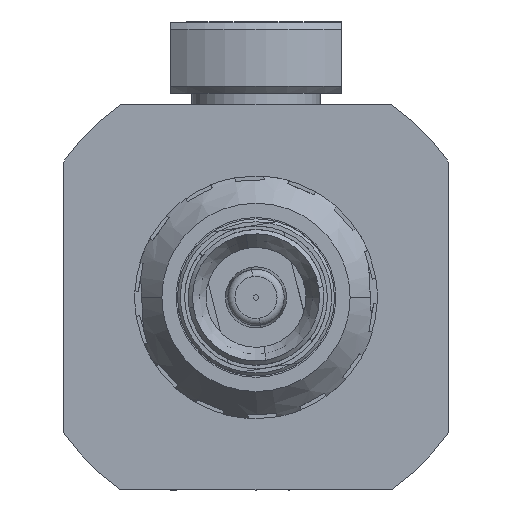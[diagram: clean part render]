
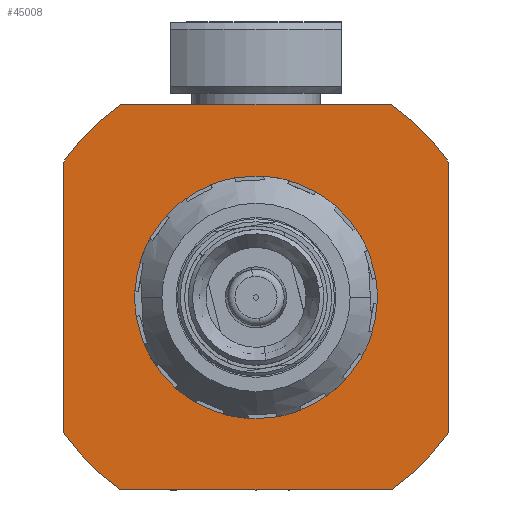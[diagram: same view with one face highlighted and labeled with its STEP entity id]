
A CAD part, front view. The second image highlights one B-rep face of the part: STEP entity #45008.
In plain terms, the highlighted face is planar.
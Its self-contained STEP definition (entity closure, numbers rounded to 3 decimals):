
#108 = LINE ( 'NONE', #37884, #35890 ) ;
#224 = EDGE_CURVE ( 'NONE', #1542, #37304, #32457, .T. ) ;
#340 = AXIS2_PLACEMENT_3D ( 'NONE', #2465, #26691, #13229 ) ;
#508 = CIRCLE ( 'NONE', #26057, 8.5 ) ;
#632 = EDGE_CURVE ( 'NONE', #20599, #37074, #39783, .T. ) ;
#711 = AXIS2_PLACEMENT_3D ( 'NONE', #19651, #12323, #8898 ) ;
#928 = DIRECTION ( 'NONE',  ( 0., 0., -1. ) ) ;
#1542 = VERTEX_POINT ( 'NONE', #41094 ) ;
#1597 = CARTESIAN_POINT ( 'NONE',  ( 31.08, 0., 0. ) ) ;
#2465 = CARTESIAN_POINT ( 'NONE',  ( 31.08, 0., 0. ) ) ;
#2601 = LINE ( 'NONE', #13809, #39129 ) ;
#3025 = CARTESIAN_POINT ( 'NONE',  ( 31.08, 0., 0. ) ) ;
#3914 = VERTEX_POINT ( 'NONE', #29681 ) ;
#4960 = ORIENTED_EDGE ( 'NONE', *, *, #632, .F. ) ;
#5311 = VERTEX_POINT ( 'NONE', #23161 ) ;
#5469 = DIRECTION ( 'NONE',  ( 0., 0., 1. ) ) ;
#6755 = VERTEX_POINT ( 'NONE', #8650 ) ;
#7307 = EDGE_CURVE ( 'NONE', #5311, #19156, #18253, .T. ) ;
#7459 = EDGE_CURVE ( 'NONE', #22695, #6755, #18217, .T. ) ;
#7509 = ORIENTED_EDGE ( 'NONE', *, *, #7307, .F. ) ;
#7530 = CARTESIAN_POINT ( 'NONE',  ( 31.08, 9.487, 13.5 ) ) ;
#7876 = EDGE_LOOP ( 'NONE', ( #26981, #39237, #25994, #8682, #4960, #43695, #7509, #44308 ) ) ;
#7893 = ORIENTED_EDGE ( 'NONE', *, *, #31230, .F. ) ;
#8650 = CARTESIAN_POINT ( 'NONE',  ( 31.08, 13.5, -9.487 ) ) ;
#8682 = ORIENTED_EDGE ( 'NONE', *, *, #34330, .F. ) ;
#8898 = DIRECTION ( 'NONE',  ( 0., 0., -1. ) ) ;
#8911 = CARTESIAN_POINT ( 'NONE',  ( 31.08, -13.5, 9.487 ) ) ;
#12323 = DIRECTION ( 'NONE',  ( 1., 0., 0. ) ) ;
#12763 = EDGE_CURVE ( 'NONE', #37304, #5311, #2601, .T. ) ;
#13229 = DIRECTION ( 'NONE',  ( 0., 0., -1. ) ) ;
#13396 = DIRECTION ( 'NONE',  ( 0., 0., 1. ) ) ;
#13809 = CARTESIAN_POINT ( 'NONE',  ( 31.08, 0., 13.5 ) ) ;
#14634 = DIRECTION ( 'NONE',  ( 1., 0., 0. ) ) ;
#15542 = DIRECTION ( 'NONE',  ( -1., 0., 0. ) ) ;
#15952 = LINE ( 'NONE', #18689, #20844 ) ;
#16244 = ORIENTED_EDGE ( 'NONE', *, *, #19126, .F. ) ;
#16507 = DIRECTION ( 'NONE',  ( 0., 0., 1. ) ) ;
#17377 = LINE ( 'NONE', #30653, #36623 ) ;
#18217 = CIRCLE ( 'NONE', #711, 16.5 ) ;
#18253 = CIRCLE ( 'NONE', #34331, 16.5 ) ;
#18689 = CARTESIAN_POINT ( 'NONE',  ( 31.08, -13.5, 0. ) ) ;
#19126 = EDGE_CURVE ( 'NONE', #3914, #41901, #508, .T. ) ;
#19156 = VERTEX_POINT ( 'NONE', #8911 ) ;
#19651 = CARTESIAN_POINT ( 'NONE',  ( 31.08, 0., 0. ) ) ;
#20599 = VERTEX_POINT ( 'NONE', #41819 ) ;
#20844 = VECTOR ( 'NONE', #32648, 1000. ) ;
#21733 = CARTESIAN_POINT ( 'NONE',  ( 31.08, 0., 0. ) ) ;
#22695 = VERTEX_POINT ( 'NONE', #30479 ) ;
#23161 = CARTESIAN_POINT ( 'NONE',  ( 31.08, -9.487, 13.5 ) ) ;
#23319 = CIRCLE ( 'NONE', #30641, 8.5 ) ;
#24936 = EDGE_CURVE ( 'NONE', #19156, #20599, #15952, .T. ) ;
#25009 = EDGE_LOOP ( 'NONE', ( #7893, #16244 ) ) ;
#25994 = ORIENTED_EDGE ( 'NONE', *, *, #7459, .F. ) ;
#26057 = AXIS2_PLACEMENT_3D ( 'NONE', #1597, #15542, #5469 ) ;
#26691 = DIRECTION ( 'NONE',  ( 1., 0., 0. ) ) ;
#26694 = DIRECTION ( 'NONE',  ( 1., 0., 0. ) ) ;
#26932 = FACE_BOUND ( 'NONE', #25009, .T. ) ;
#26981 = ORIENTED_EDGE ( 'NONE', *, *, #224, .F. ) ;
#27182 = EDGE_CURVE ( 'NONE', #6755, #1542, #108, .T. ) ;
#28574 = DIRECTION ( 'NONE',  ( 0., 0., -1. ) ) ;
#28707 = CARTESIAN_POINT ( 'NONE',  ( 31.08, 0., 0. ) ) ;
#28809 = FACE_OUTER_BOUND ( 'NONE', #7876, .T. ) ;
#29540 = AXIS2_PLACEMENT_3D ( 'NONE', #28707, #43585, #43357 ) ;
#29681 = CARTESIAN_POINT ( 'NONE',  ( 31.08, 0., -8.5 ) ) ;
#29986 = AXIS2_PLACEMENT_3D ( 'NONE', #21733, #26694, #928 ) ;
#30221 = DIRECTION ( 'NONE',  ( -1., 0., 0. ) ) ;
#30479 = CARTESIAN_POINT ( 'NONE',  ( 31.08, 9.487, -13.5 ) ) ;
#30641 = AXIS2_PLACEMENT_3D ( 'NONE', #3025, #30221, #16507 ) ;
#30653 = CARTESIAN_POINT ( 'NONE',  ( 31.08, 0., -13.5 ) ) ;
#30663 = CARTESIAN_POINT ( 'NONE',  ( 31.08, -9.487, -13.5 ) ) ;
#31230 = EDGE_CURVE ( 'NONE', #41901, #3914, #23319, .T. ) ;
#32452 = CARTESIAN_POINT ( 'NONE',  ( 31.08, 0., 0. ) ) ;
#32457 = CIRCLE ( 'NONE', #340, 16.5 ) ;
#32648 = DIRECTION ( 'NONE',  ( 0., 0., -1. ) ) ;
#34330 = EDGE_CURVE ( 'NONE', #37074, #22695, #17377, .T. ) ;
#34331 = AXIS2_PLACEMENT_3D ( 'NONE', #32452, #14634, #28574 ) ;
#34994 = DIRECTION ( 'NONE',  ( 0., 1., 0. ) ) ;
#35890 = VECTOR ( 'NONE', #13396, 1000. ) ;
#36623 = VECTOR ( 'NONE', #34994, 1000. ) ;
#37074 = VERTEX_POINT ( 'NONE', #30663 ) ;
#37304 = VERTEX_POINT ( 'NONE', #7530 ) ;
#37884 = CARTESIAN_POINT ( 'NONE',  ( 31.08, 13.5, 0. ) ) ;
#39129 = VECTOR ( 'NONE', #44706, 1000. ) ;
#39237 = ORIENTED_EDGE ( 'NONE', *, *, #27182, .F. ) ;
#39783 = CIRCLE ( 'NONE', #29540, 16.5 ) ;
#40440 = PLANE ( 'NONE',  #29986 ) ;
#41094 = CARTESIAN_POINT ( 'NONE',  ( 31.08, 13.5, 9.487 ) ) ;
#41819 = CARTESIAN_POINT ( 'NONE',  ( 31.08, -13.5, -9.487 ) ) ;
#41901 = VERTEX_POINT ( 'NONE', #43967 ) ;
#43357 = DIRECTION ( 'NONE',  ( 0., 0., -1. ) ) ;
#43585 = DIRECTION ( 'NONE',  ( 1., 0., 0. ) ) ;
#43695 = ORIENTED_EDGE ( 'NONE', *, *, #24936, .F. ) ;
#43967 = CARTESIAN_POINT ( 'NONE',  ( 31.08, 0., 8.5 ) ) ;
#44308 = ORIENTED_EDGE ( 'NONE', *, *, #12763, .F. ) ;
#44706 = DIRECTION ( 'NONE',  ( 0., -1., 0. ) ) ;
#45008 = ADVANCED_FACE ( 'NONE', ( #28809, #26932 ), #40440, .F. ) ;
